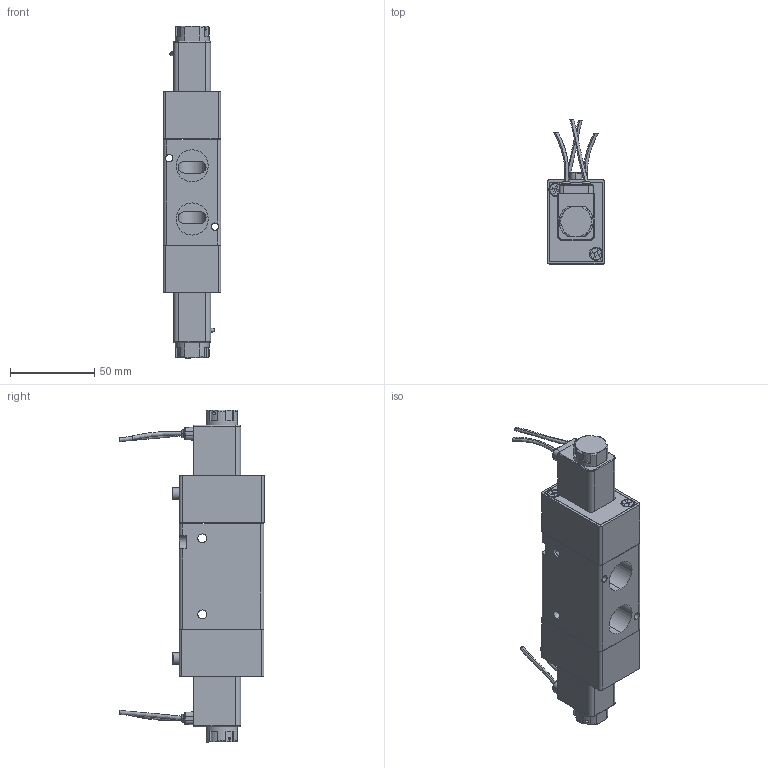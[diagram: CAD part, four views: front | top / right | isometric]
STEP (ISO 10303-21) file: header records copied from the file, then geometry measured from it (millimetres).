
FILE_DESCRIPTION (( 'STEP AP203' ), '1' );
FILE_NAME ('J3V420-15-G.STEP', '2017-12-01T21:58:16', ( '' ), ( '' ), 'SwSTEP 2.0', 'SolidWorks 2016', '' );
FILE_SCHEMA (( 'CONFIG_CONTROL_DESIGN' ));
Length unit declared in the file: millimetre
Products named in the file (1): J3V420-15-G
Bounding box: 34.15 x 85.3 x 196.59 mm (x, y, z)
Surface area: 69336.4 mm2 (no closed solid volume)
Topology: 0 solids, 25 shells, 1398 faces, 3746 edges, 2480 vertices
Faces by surface type: plane 1012, cylinder 266, cone 60, bspline 60
Entity records: 52937 total; most frequent: CARTESIAN_POINT 18248, ORIENTED_EDGE 7448, DIRECTION 6658, EDGE_CURVE 3738, LINE 2762, VECTOR 2762, VERTEX_POINT 2480, AXIS2_PLACEMENT_3D 1948
